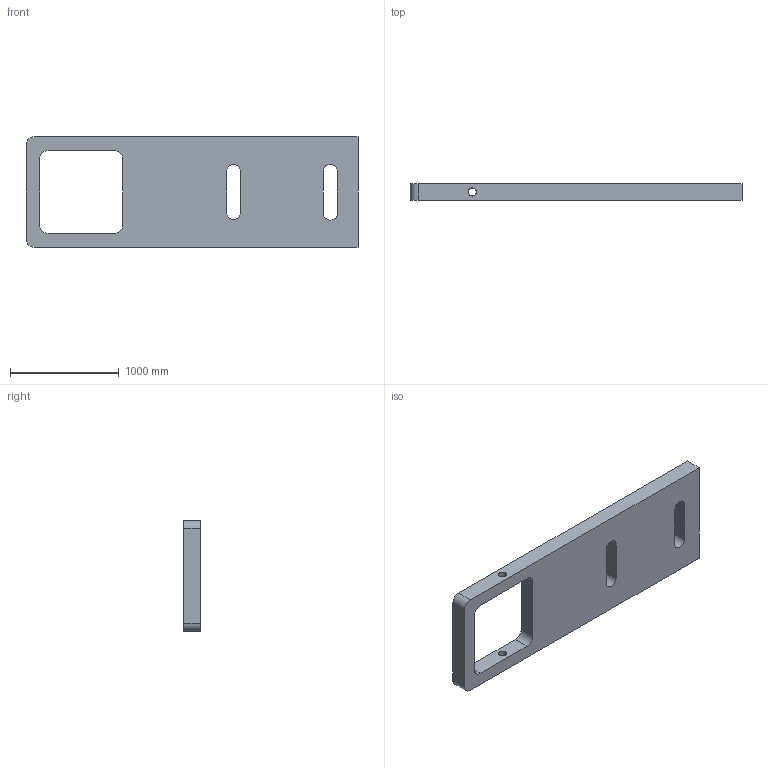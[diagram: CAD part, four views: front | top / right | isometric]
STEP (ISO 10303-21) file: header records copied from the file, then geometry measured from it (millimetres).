
FILE_DESCRIPTION((''),'2;1');
FILE_NAME('PRT0001','2020-05-08T14:31:14',('Umair Mughal'),(''),'CREO PARAMETRIC BY PTC INC, 2018050','CREO PARAMETRIC BY PTC INC, 2018050','');
FILE_SCHEMA(('CONFIG_CONTROL_DESIGN'));
Length unit declared in the file: inch
Products named in the file (1): PRT0001
Bounding box: 3048 x 152.4 x 1016 mm (x, y, z)
Volume: 363970787.2 mm3; surface area: 6863103.3 mm2
Topology: 1 solids, 1 shells, 31 faces, 87 edges, 58 vertices
Faces by surface type: plane 17, cylinder 14
Entity records: 1069 total; most frequent: DIRECTION 177, CARTESIAN_POINT 176, ORIENTED_EDGE 174, EDGE_CURVE 87, AXIS2_PLACEMENT_3D 59, VECTOR 59, LINE 59, VERTEX_POINT 58
